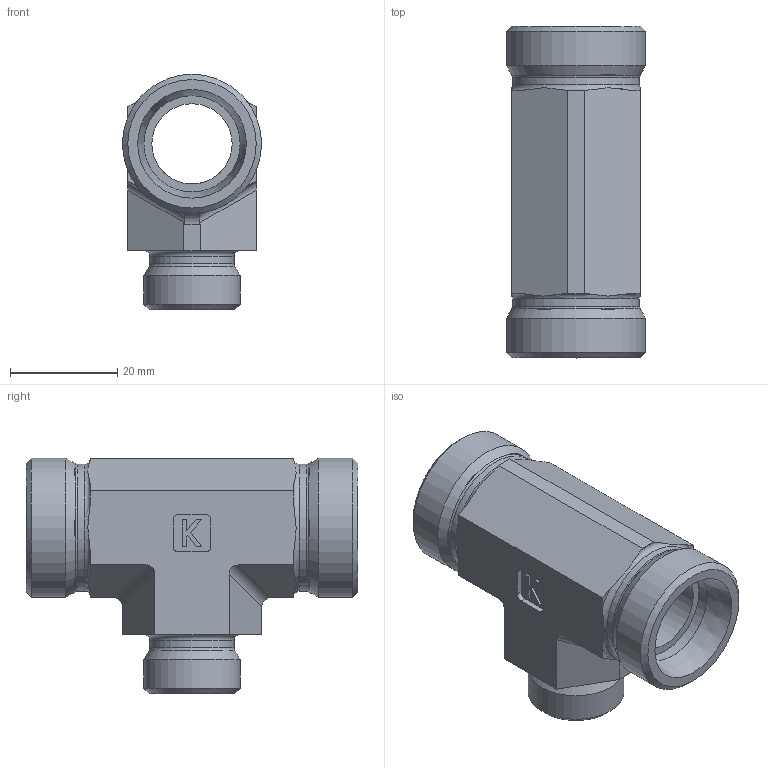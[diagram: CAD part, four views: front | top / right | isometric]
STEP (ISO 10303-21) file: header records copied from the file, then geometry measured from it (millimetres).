
FILE_DESCRIPTION((''),'2;1');
FILE_NAME('374181812.stp','2014-08-13T15:54:21',(''),('KNOMI spol. s r. o.'),'Autodesk Inventor 2012','Autodesk Inventor 2012','');
FILE_SCHEMA(('AUTOMOTIVE_DESIGN { 1 2 10303 214 0 1 1 1 }'));
Length unit declared in the file: millimetre
Products named in the file (1): TS2 18/18/12L M26/M26/M18
Bounding box: 26 x 62 x 44 mm (x, y, z)
Volume: 23329 mm3; surface area: 10814.8 mm2
Topology: 1 solids, 1 shells, 114 faces, 276 edges, 181 vertices
Faces by surface type: plane 78, cylinder 21, cone 9, torus 6
Full cylindrical faces by diameter (mm): 10 x1, 12 x1, 15 x1, 15.7 x1, 18 x3, 23.7 x2, 26 x2
Entity records: 3226 total; most frequent: CARTESIAN_POINT 693, DIRECTION 520, ORIENTED_EDGE 474, EDGE_CURVE 237, AXIS2_PLACEMENT_3D 194, VERTEX_POINT 169, EDGE_LOOP 162, VECTOR 132
